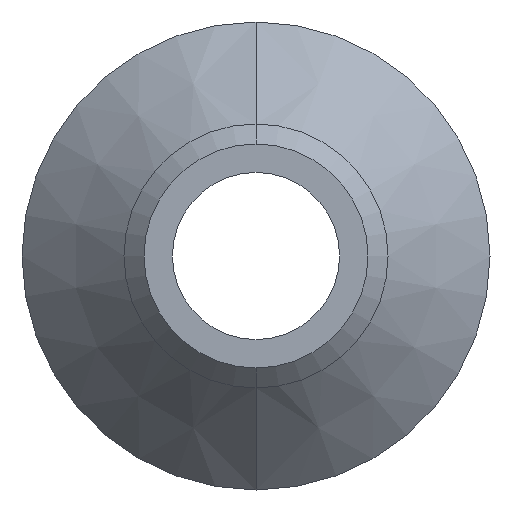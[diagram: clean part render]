
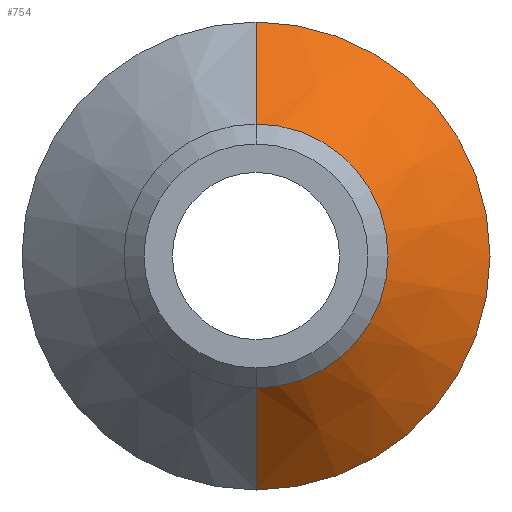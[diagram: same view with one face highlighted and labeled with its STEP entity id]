
A CAD part, front view. The second image highlights one B-rep face of the part: STEP entity #754.
In plain terms, the highlighted conical face has half-angle 45 degrees and reference radius 1.975 mm.
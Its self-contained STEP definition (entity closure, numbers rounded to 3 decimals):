
#1 = AXIS2_PLACEMENT_3D ( 'NONE', #9, #7, #2 ) ;
#2 = DIRECTION ( 'NONE',  ( 0., 0., 1. ) ) ;
#6 = CONICAL_SURFACE ( 'NONE', #1, 1.975, 0.785 ) ;
#7 = DIRECTION ( 'NONE',  ( 0., 1., 0. ) ) ;
#9 = CARTESIAN_POINT ( 'NONE',  ( 0., 16., 0. ) ) ;
#35 = CIRCLE ( 'NONE', #41, 1.975 ) ;
#39 = DIRECTION ( 'NONE',  ( 0., -1., 0. ) ) ;
#40 = CARTESIAN_POINT ( 'NONE',  ( 0., 16., 0. ) ) ;
#41 = AXIS2_PLACEMENT_3D ( 'NONE', #40, #39, #57 ) ;
#47 = FACE_OUTER_BOUND ( 'NONE', #752, .T. ) ;
#54 = CARTESIAN_POINT ( 'NONE',  ( 0., 16., -1.975 ) ) ;
#55 = CARTESIAN_POINT ( 'NONE',  ( 0., 16., 1.975 ) ) ;
#57 = DIRECTION ( 'NONE',  ( 0., 0., -1. ) ) ;
#61 = CIRCLE ( 'NONE', #73, 3.5 ) ;
#62 = CARTESIAN_POINT ( 'NONE',  ( 0., 16., -1.975 ) ) ;
#63 = LINE ( 'NONE', #62, #75 ) ;
#64 = CARTESIAN_POINT ( 'NONE',  ( 0., 17.525, 3.5 ) ) ;
#66 = DIRECTION ( 'NONE',  ( 0., 0.707, 0.707 ) ) ;
#67 = CARTESIAN_POINT ( 'NONE',  ( 0., 16., 1.975 ) ) ;
#68 = LINE ( 'NONE', #67, #71 ) ;
#69 = DIRECTION ( 'NONE',  ( 0., -1., 0. ) ) ;
#70 = DIRECTION ( 'NONE',  ( 0., 0., -1. ) ) ;
#71 = VECTOR ( 'NONE', #66, 1000. ) ;
#73 = AXIS2_PLACEMENT_3D ( 'NONE', #80, #69, #70 ) ;
#74 = DIRECTION ( 'NONE',  ( 0., 0.707, -0.707 ) ) ;
#75 = VECTOR ( 'NONE', #74, 1000. ) ;
#80 = CARTESIAN_POINT ( 'NONE',  ( 0., 17.525, 0. ) ) ;
#106 = CARTESIAN_POINT ( 'NONE',  ( 0., 17.525, -3.5 ) ) ;
#672 = ORIENTED_EDGE ( 'NONE', *, *, #760, .T. ) ;
#741 = VERTEX_POINT ( 'NONE', #54 ) ;
#743 = EDGE_CURVE ( 'NONE', #741, #745, #35, .T. ) ;
#745 = VERTEX_POINT ( 'NONE', #55 ) ;
#752 = EDGE_LOOP ( 'NONE', ( #767, #672, #765, #766 ) ) ;
#754 = ADVANCED_FACE ( 'NONE', ( #47 ), #6, .T. ) ;
#758 = VERTEX_POINT ( 'NONE', #64 ) ;
#759 = EDGE_CURVE ( 'NONE', #770, #758, #61, .T. ) ;
#760 = EDGE_CURVE ( 'NONE', #741, #770, #63, .T. ) ;
#763 = EDGE_CURVE ( 'NONE', #745, #758, #68, .T. ) ;
#765 = ORIENTED_EDGE ( 'NONE', *, *, #759, .T. ) ;
#766 = ORIENTED_EDGE ( 'NONE', *, *, #763, .F. ) ;
#767 = ORIENTED_EDGE ( 'NONE', *, *, #743, .F. ) ;
#770 = VERTEX_POINT ( 'NONE', #106 ) ;
